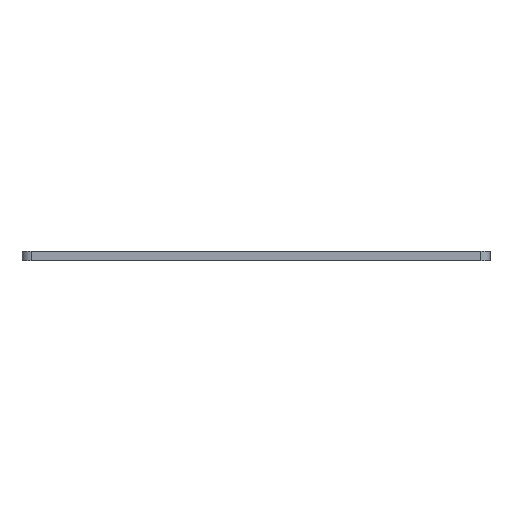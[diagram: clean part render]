
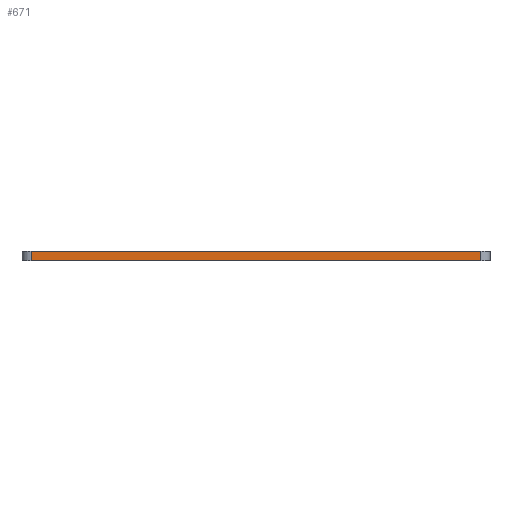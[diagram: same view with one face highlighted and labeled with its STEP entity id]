
A CAD part, left-side view. The second image highlights one B-rep face of the part: STEP entity #671.
In plain terms, the highlighted planar face has unit normal (-1, 0, 0).
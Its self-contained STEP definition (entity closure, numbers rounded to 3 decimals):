
#58 = CARTESIAN_POINT ( 'NONE',  ( -127.5, 122.5, 5. ) ) ;
#89 = DIRECTION ( 'NONE',  ( 0., 0., 1. ) ) ;
#244 = DIRECTION ( 'NONE',  ( 1., 0., 0. ) ) ;
#281 = ORIENTED_EDGE ( 'NONE', *, *, #1583, .T. ) ;
#298 = LINE ( 'NONE', #1742, #1974 ) ;
#459 = EDGE_LOOP ( 'NONE', ( #2129, #2075, #1834, #281 ) ) ;
#520 = DIRECTION ( 'NONE',  ( 0., -1., 0. ) ) ;
#550 = EDGE_CURVE ( 'Edge19', #661, #820, #1818, .T. ) ;
#594 = LINE ( 'NONE', #1279, #2231 ) ;
#661 = VERTEX_POINT ( 'NONE', #1843 ) ;
#671 = ADVANCED_FACE ( 'Face11', ( #776 ), #934, .F. ) ;
#755 = VERTEX_POINT ( 'NONE', #947 ) ;
#776 = FACE_OUTER_BOUND ( 'NONE', #459, .T. ) ;
#820 = VERTEX_POINT ( 'NONE', #1903 ) ;
#858 = EDGE_CURVE ( 'Edge18', #1149, #755, #298, .T. ) ;
#888 = CARTESIAN_POINT ( 'NONE',  ( -127.5, 127.5, 0. ) ) ;
#934 = PLANE ( 'NONE',  #1513 ) ;
#947 = CARTESIAN_POINT ( 'NONE',  ( -127.5, -122.5, 5. ) ) ;
#1013 = DIRECTION ( 'NONE',  ( 0., -1., 0. ) ) ;
#1149 = VERTEX_POINT ( 'NONE', #58 ) ;
#1212 = EDGE_CURVE ( 'NONE', #1149, #661, #1750, .T. ) ;
#1279 = CARTESIAN_POINT ( 'NONE',  ( -127.5, -122.5, 5. ) ) ;
#1281 = VECTOR ( 'NONE', #2247, 1000. ) ;
#1468 = VECTOR ( 'NONE', #520, 1000. ) ;
#1513 = AXIS2_PLACEMENT_3D ( 'NONE', #2007, #244, #2187 ) ;
#1583 = EDGE_CURVE ( 'Edge27', #820, #755, #594, .T. ) ;
#1742 = CARTESIAN_POINT ( 'NONE',  ( -127.5, 127.5, 5. ) ) ;
#1750 = LINE ( 'NONE', #2275, #1281 ) ;
#1818 = LINE ( 'NONE', #888, #1468 ) ;
#1834 = ORIENTED_EDGE ( 'NONE', *, *, #550, .T. ) ;
#1843 = CARTESIAN_POINT ( 'NONE',  ( -127.5, 122.5, 0. ) ) ;
#1903 = CARTESIAN_POINT ( 'NONE',  ( -127.5, -122.5, 0. ) ) ;
#1974 = VECTOR ( 'NONE', #1013, 1000. ) ;
#2007 = CARTESIAN_POINT ( 'NONE',  ( -127.5, 127.5, 5. ) ) ;
#2075 = ORIENTED_EDGE ( 'NONE', *, *, #1212, .T. ) ;
#2129 = ORIENTED_EDGE ( 'NONE', *, *, #858, .F. ) ;
#2187 = DIRECTION ( 'NONE',  ( 0., 0., -1. ) ) ;
#2231 = VECTOR ( 'NONE', #89, 1000. ) ;
#2247 = DIRECTION ( 'NONE',  ( 0., 0., -1. ) ) ;
#2275 = CARTESIAN_POINT ( 'NONE',  ( -127.5, 122.5, 5. ) ) ;
